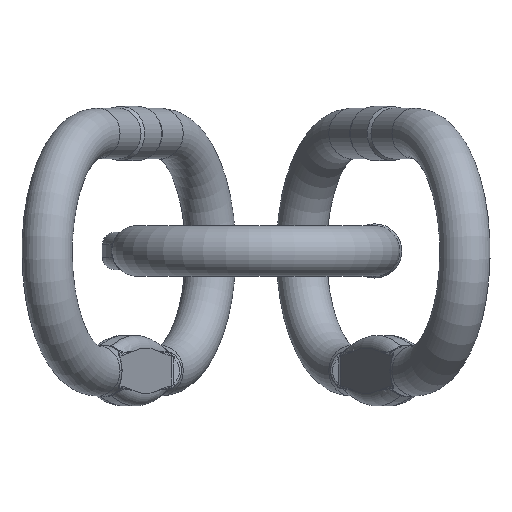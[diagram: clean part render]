
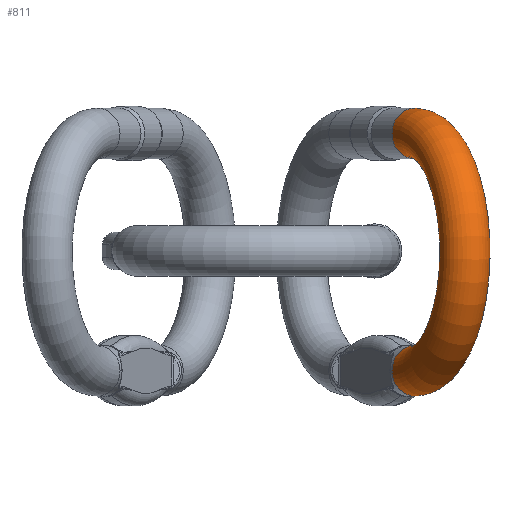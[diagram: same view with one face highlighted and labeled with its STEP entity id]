
A CAD part, front view. The second image highlights one B-rep face of the part: STEP entity #811.
In plain terms, the highlighted toroidal (fillet/blend) face has major radius 63.5 mm and minor radius 13.5 mm.
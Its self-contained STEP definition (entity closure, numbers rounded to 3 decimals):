
#585=TOROIDAL_SURFACE('',#6473,63.5,13.5);
#811=ADVANCED_FACE('',(#1864,#1865),#585,.T.);
#1256=CIRCLE('',#6463,13.5);
#1260=CIRCLE('',#6472,13.5);
#1864=FACE_BOUND('',#2076,.T.);
#1865=FACE_BOUND('',#2077,.T.);
#2076=EDGE_LOOP('',(#3048));
#2077=EDGE_LOOP('',(#3049));
#3048=ORIENTED_EDGE('',*,*,#5102,.T.);
#3049=ORIENTED_EDGE('',*,*,#5082,.F.);
#4408=VERTEX_POINT('',#10791);
#4428=VERTEX_POINT('',#10922);
#5082=EDGE_CURVE('',#4408,#4408,#1256,.T.);
#5102=EDGE_CURVE('',#4428,#4428,#1260,.T.);
#6463=AXIS2_PLACEMENT_3D('',#10790,#7161,#7162);
#6472=AXIS2_PLACEMENT_3D('',#10921,#7183,#7184);
#6473=AXIS2_PLACEMENT_3D('',#10923,#7185,#7186);
#7161=DIRECTION('',(-0.423,0.906,0.));
#7162=DIRECTION('',(0.,0.,1.));
#7183=DIRECTION('',(0.423,-0.906,0.));
#7184=DIRECTION('',(0.,0.,-1.));
#7185=DIRECTION('',(0.906,0.423,0.));
#7186=DIRECTION('',(0.,0.,1.));
#10790=CARTESIAN_POINT('',(84.974,-197.149,-64.131));
#10791=CARTESIAN_POINT('',(84.974,-197.149,-50.631));
#10921=CARTESIAN_POINT('',(84.974,-197.149,62.869));
#10922=CARTESIAN_POINT('',(84.974,-197.149,49.369));
#10923=CARTESIAN_POINT('',(84.974,-197.149,-0.631));
